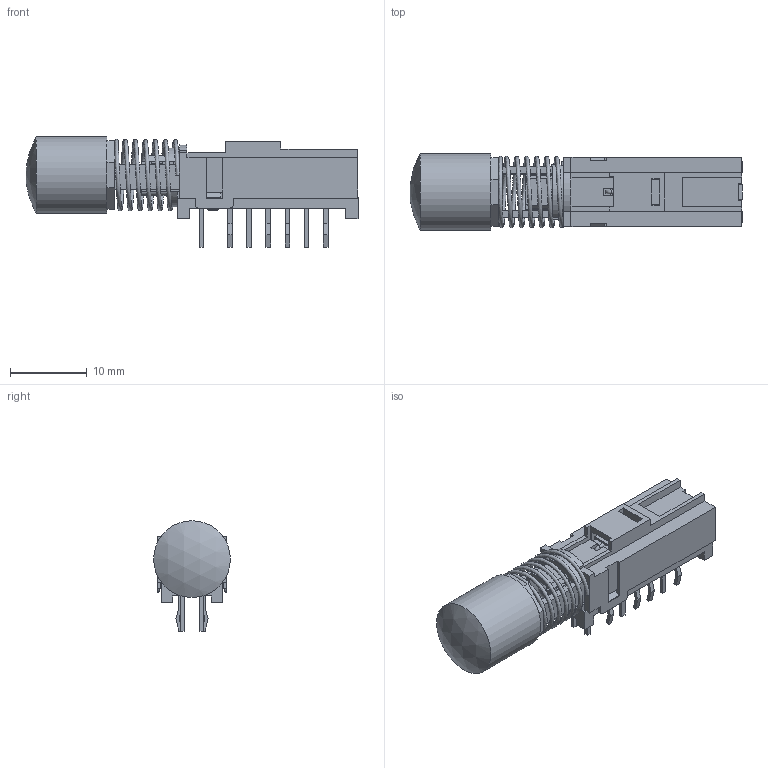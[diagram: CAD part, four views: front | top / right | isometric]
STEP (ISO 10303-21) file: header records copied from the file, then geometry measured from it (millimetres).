
FILE_DESCRIPTION(/* description */ (''),/* implementation_level */ '2;1');
FILE_NAME(/* name */ 'WBL4UxxxBQR05CLR.stp',/* time_stamp */ '2025-04-02T08:50:12-05:00',/* author */ ('mroman'),/* organization */ (''),/* preprocessor_version */ 'ST-DEVELOPER v18.1',/* originating_system */ 'Autodesk Inventor 2022',/* authorisation */ '');
FILE_SCHEMA (('AUTOMOTIVE_DESIGN { 1 0 10303 214 3 1 1 }'));
Length unit declared in the file: inch
Products named in the file (1): WBL4UxxxBQR05CLR
Bounding box: 43.29 x 10 x 14.4 mm (x, y, z)
Volume: 1806.1 mm3; surface area: 4508.8 mm2
Topology: 8 solids, 8 shells, 497 faces, 1379 edges, 908 vertices
Faces by surface type: plane 446, cylinder 45, sphere 3, torus 2, bspline 1
Full cylindrical faces by diameter (mm): 0.5 x3, 3.1 x1, 8 x1, 10 x1
Entity records: 18661 total; most frequent: CARTESIAN_POINT 5238, ORIENTED_EDGE 2756, DIRECTION 2485, EDGE_CURVE 1378, LINE 1259, VECTOR 1259, VERTEX_POINT 908, AXIS2_PLACEMENT_3D 613
